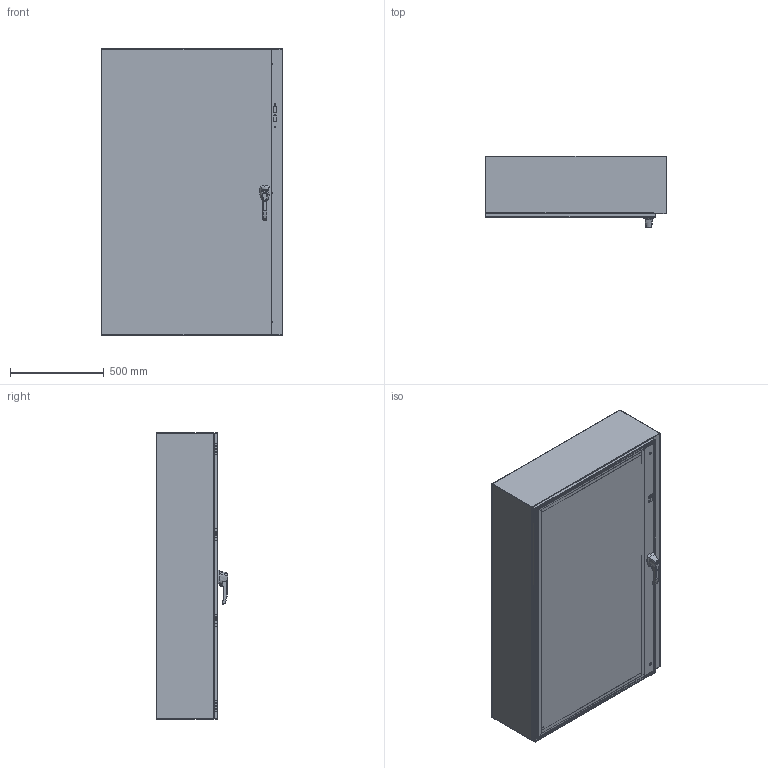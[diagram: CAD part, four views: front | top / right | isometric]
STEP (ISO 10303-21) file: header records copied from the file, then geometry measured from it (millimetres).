
FILE_DESCRIPTION (( 'STEP AP214' ), '1' );
FILE_NAME ('EN4DSC603812SS.STEP', '2019-11-14T15:43:59', ( '' ), ( '' ), 'SwSTEP 2.0', 'SolidWorks 2019', '' );
FILE_SCHEMA (( 'AUTOMOTIVE_DESIGN' ));
Length unit declared in the file: inch
Products named in the file (1): EN4DSC603812SS
Bounding box: 965.2 x 379.78 x 1524 mm (x, y, z)
Volume: 9546725.7 mm3; surface area: 10449731.2 mm2
Topology: 75 solids, 76 shells, 1578 faces, 3769 edges, 2419 vertices
Faces by surface type: plane 889, cylinder 476, bspline 158, cone 29, torus 26
Full cylindrical faces by diameter (mm): 3.967 x2, 4.369 x4, 4.394 x2, 4.47 x6, 4.572 x2, 4.775 x2, 4.976 x3, 5.461 x2, 5.74 x4, 5.893 x1, 5.918 x1, 6.096 x4, 6.198 x1, 6.35 x15, 6.502 x2, 6.731 x3, 6.858 x8, 6.985 x1, 7.137 x4, 7.417 x4, 7.938 x12, 8.001 x2, 8.128 x1, 8.255 x1, 8.484 x1, 8.89 x1, 9.525 x7, 10.008 x2, 10.109 x12, 10.211 x2
Entity records: 106494 total; most frequent: CARTESIAN_POINT 50554, ORIENTED_EDGE 6928, DIRECTION 6681, EDGE_CURVE 3464, VERTEX_POINT 2387, AXIS2_PLACEMENT_3D 2308, VECTOR 2065, LINE 2065
